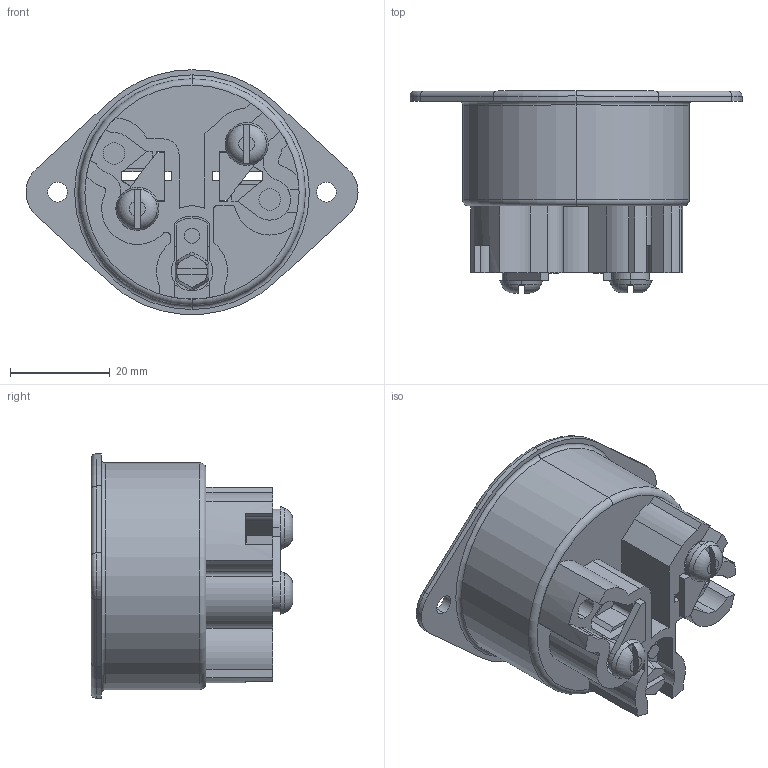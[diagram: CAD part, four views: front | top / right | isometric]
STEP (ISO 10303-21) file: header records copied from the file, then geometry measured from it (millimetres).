
FILE_DESCRIPTION (( 'STEP AP214' ), '1' );
FILE_NAME ('CATSTD-05239-000-M01.STEP', '2020-04-13T14:37:45', ( '' ), ( '' ), 'SwSTEP 2.0', 'SolidWorks 2017', '' );
FILE_SCHEMA (( 'AUTOMOTIVE_DESIGN' ));
Length unit declared in the file: inch
Products named in the file (1): CATSTD-05239-000-M01
Bounding box: 66.67 x 40.54 x 49.12 mm (x, y, z)
Volume: 19911.6 mm3; surface area: 17712.9 mm2
Topology: 1 solids, 1 shells, 341 faces, 923 edges, 592 vertices
Faces by surface type: plane 213, cylinder 94, torus 13, cone 11, bspline 8, sphere 2
Entity records: 11469 total; most frequent: CARTESIAN_POINT 2675, ORIENTED_EDGE 1846, DIRECTION 1819, EDGE_CURVE 923, VECTOR 635, LINE 635, AXIS2_PLACEMENT_3D 592, VERTEX_POINT 592
